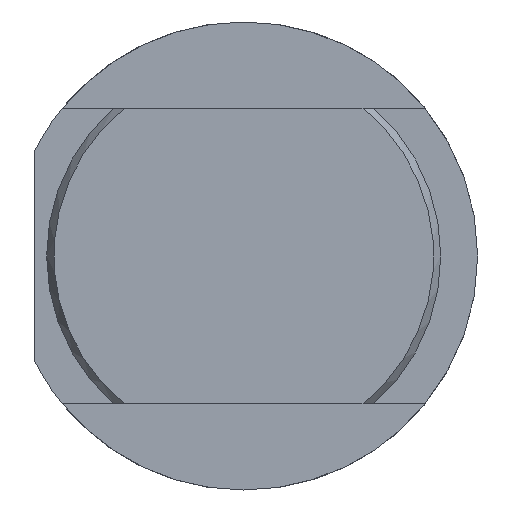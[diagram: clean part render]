
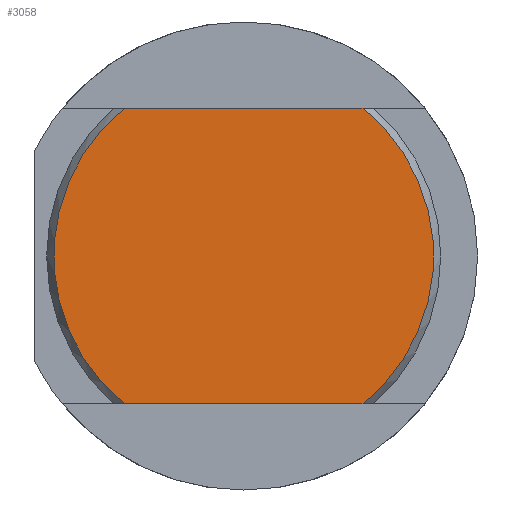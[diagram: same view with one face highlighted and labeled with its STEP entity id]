
A CAD part, left-side view. The second image highlights one B-rep face of the part: STEP entity #3058.
In plain terms, the highlighted planar face has unit normal (-1, 0, 0).
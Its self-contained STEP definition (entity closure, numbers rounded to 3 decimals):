
#236 = LINE ( 'NONE', #2739, #254 ) ;
#251 = VECTOR ( 'NONE', #2735, 1000. ) ;
#253 = CIRCLE ( 'NONE', #3597, 7.711 ) ;
#254 = VECTOR ( 'NONE', #2740, 1000. ) ;
#259 = LINE ( 'NONE', #2728, #251 ) ;
#263 = CIRCLE ( 'NONE', #3602, 7.711 ) ;
#728 = ORIENTED_EDGE ( 'NONE', *, *, #3238, .T. ) ;
#765 = ORIENTED_EDGE ( 'NONE', *, *, #3239, .F. ) ;
#830 = EDGE_LOOP ( 'NONE', ( #728, #961, #1015, #765 ) ) ;
#961 = ORIENTED_EDGE ( 'NONE', *, *, #3236, .F. ) ;
#1015 = ORIENTED_EDGE ( 'NONE', *, *, #3229, .T. ) ;
#1642 = FACE_OUTER_BOUND ( 'NONE', #830, .T. ) ;
#1769 = VERTEX_POINT ( 'NONE', #1960 ) ;
#1777 = VERTEX_POINT ( 'NONE', #1968 ) ;
#1789 = VERTEX_POINT ( 'NONE', #1980 ) ;
#1879 = VERTEX_POINT ( 'NONE', #2070 ) ;
#1960 = CARTESIAN_POINT ( 'NONE',  ( 0., -4.844, 6. ) ) ;
#1968 = CARTESIAN_POINT ( 'NONE',  ( 0., 4.844, 6. ) ) ;
#1980 = CARTESIAN_POINT ( 'NONE',  ( 0., 4.844, -6. ) ) ;
#2070 = CARTESIAN_POINT ( 'NONE',  ( 0., -4.844, -6. ) ) ;
#2148 = CARTESIAN_POINT ( 'NONE',  ( 0., 0., 0. ) ) ;
#2149 = PLANE ( 'NONE',  #3438 ) ;
#2151 = DIRECTION ( 'NONE',  ( 1., 0., 0. ) ) ;
#2152 = DIRECTION ( 'NONE',  ( 0., 0., -1. ) ) ;
#2713 = CARTESIAN_POINT ( 'NONE',  ( 0., 0., 0. ) ) ;
#2715 = DIRECTION ( 'NONE',  ( -1., 0., 0. ) ) ;
#2716 = DIRECTION ( 'NONE',  ( 0., 0., -1. ) ) ;
#2728 = CARTESIAN_POINT ( 'NONE',  ( 0., 7.365, 6. ) ) ;
#2734 = CARTESIAN_POINT ( 'NONE',  ( 0., 0., 0. ) ) ;
#2735 = DIRECTION ( 'NONE',  ( 0., -1., 0. ) ) ;
#2737 = DIRECTION ( 'NONE',  ( -1., 0., 0. ) ) ;
#2738 = DIRECTION ( 'NONE',  ( 0., 0., -1. ) ) ;
#2739 = CARTESIAN_POINT ( 'NONE',  ( 0., 7.365, -6. ) ) ;
#2740 = DIRECTION ( 'NONE',  ( 0., 1., 0. ) ) ;
#3058 = ADVANCED_FACE ( 'NONE', ( #1642 ), #2149, .F. ) ;
#3229 = EDGE_CURVE ( 'NONE', #1777, #1789, #253, .T. ) ;
#3236 = EDGE_CURVE ( 'NONE', #1777, #1769, #259, .T. ) ;
#3238 = EDGE_CURVE ( 'NONE', #1879, #1769, #263, .T. ) ;
#3239 = EDGE_CURVE ( 'NONE', #1879, #1789, #236, .T. ) ;
#3438 = AXIS2_PLACEMENT_3D ( 'NONE', #2148, #2151, #2152 ) ;
#3597 = AXIS2_PLACEMENT_3D ( 'NONE', #2713, #2715, #2716 ) ;
#3602 = AXIS2_PLACEMENT_3D ( 'NONE', #2734, #2737, #2738 ) ;
